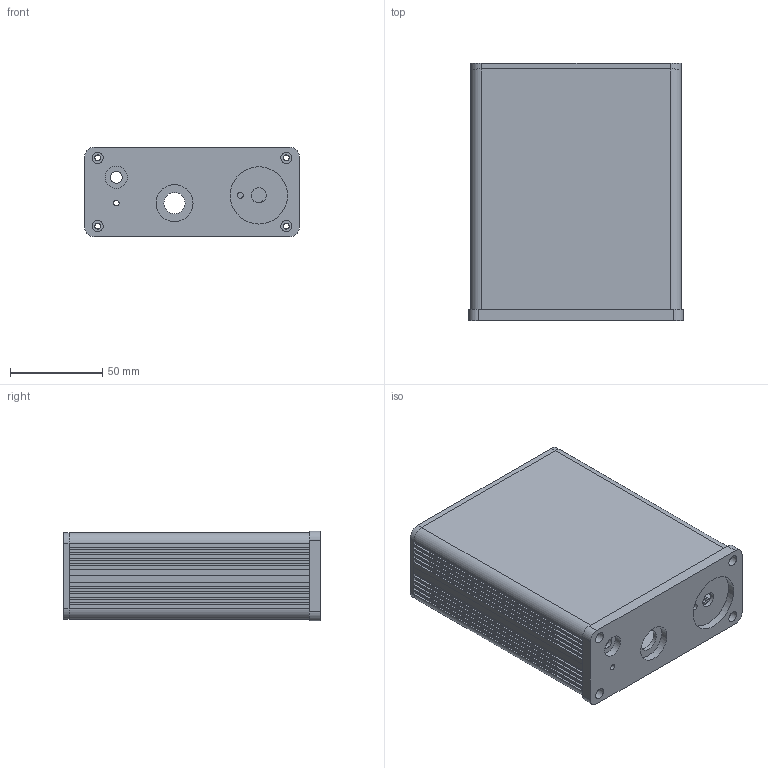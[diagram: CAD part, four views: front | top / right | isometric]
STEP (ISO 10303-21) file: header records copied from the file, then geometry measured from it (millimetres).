
FILE_DESCRIPTION(/* description */ (''),/* implementation_level */ '2;1');
FILE_NAME(/* name */ 'Box.step',/* time_stamp */ '2022-06-04T06:06:36+01:00',/* author */ (''),/* organization */ (''),/* preprocessor_version */ 'ST-DEVELOPER v19',/* originating_system */ 'Autodesk Translation Framework v11.7.0.108',/* authorisation */ '');
FILE_SCHEMA (('AUTOMOTIVE_DESIGN { 1 0 10303 214 3 1 1 }'));
Length unit declared in the file: millimetre
Products named in the file (6): Amp; Box; Bottom; Top; Back; Front
Assembly tree (5 placements, depth 3):
  Amp
    Box
      Bottom
      Top
      Back
      Front
Bounding box: 116 x 139 x 48.5 mm (x, y, z)
Volume: 137388.7 mm3; surface area: 119713.4 mm2
Topology: 4 solids, 4 shells, 224 faces, 622 edges, 413 vertices
Faces by surface type: plane 155, cylinder 64, cone 5
Full cylindrical faces by diameter (mm): 3 x3, 3.2 x5, 3.4 x4, 6 x4, 6.4 x1, 8.2 x1, 10 x2, 11.5 x1, 12 x1, 20 x1, 31 x1
Entity records: 7380 total; most frequent: CARTESIAN_POINT 1270, ORIENTED_EDGE 1244, DIRECTION 1225, EDGE_CURVE 622, LINE 489, VECTOR 489, VERTEX_POINT 413, AXIS2_PLACEMENT_3D 368
